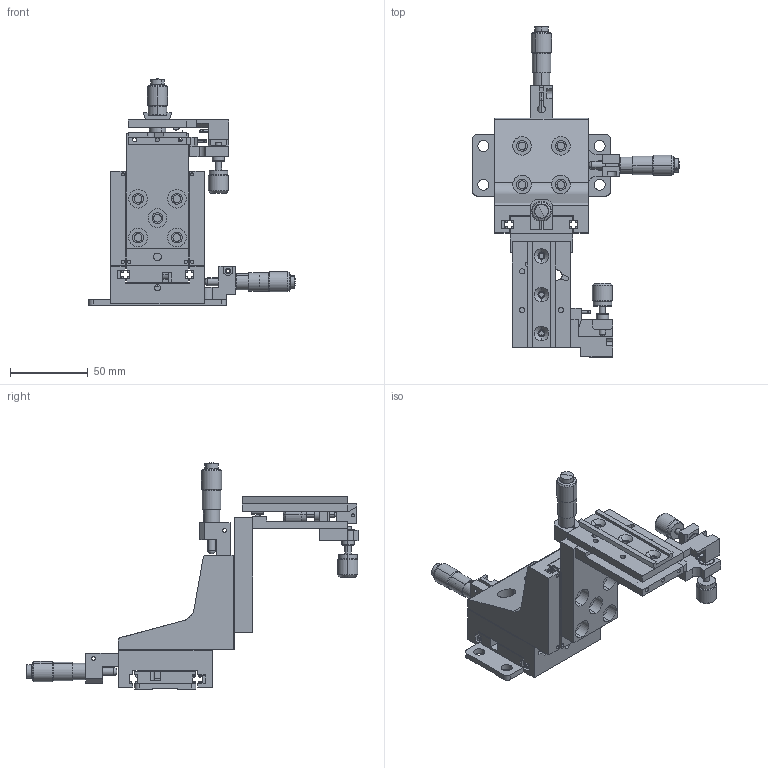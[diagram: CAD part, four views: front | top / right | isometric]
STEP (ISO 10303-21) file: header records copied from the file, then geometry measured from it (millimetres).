
FILE_DESCRIPTION (( 'STEP AP203' ), '1' );
FILE_NAME ('FP-XYZT.STEP', '2013-03-22T01:44:24', ( '微软用户' ), ( '微软中国' ), 'SwSTEP 2.0', 'SolidWorks 2010', '' );
FILE_SCHEMA (( 'CONFIG_CONTROL_DESIGN' ));
Length unit declared in the file: millimetre
Products named in the file (1): FP-XYZT
Bounding box: 133.4 x 214 x 145.8 mm (x, y, z)
Surface area: 115123.2 mm2 (no closed solid volume)
Topology: 0 solids, 71 shells, 729 faces, 2206 edges, 1505 vertices
Faces by surface type: cylinder 339, plane 320, cone 56, sphere 8, torus 6
Entity records: 25561 total; most frequent: CARTESIAN_POINT 4762, DIRECTION 4602, ORIENTED_EDGE 3944, EDGE_CURVE 2206, AXIS2_PLACEMENT_3D 1703, VERTEX_POINT 1505, VECTOR 1196, LINE 1196
